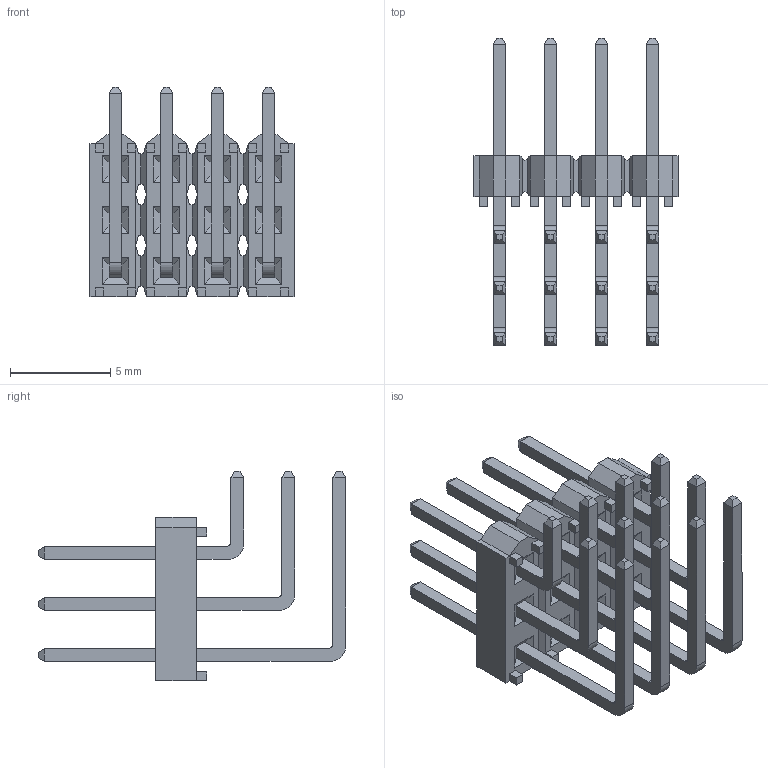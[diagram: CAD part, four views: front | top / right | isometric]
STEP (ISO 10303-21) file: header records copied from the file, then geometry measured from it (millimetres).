
FILE_DESCRIPTION (( 'STEP AP203' ), '1' );
FILE_NAME ('Samtec-TSW-104-08-F-T-RA.step', '2015-02-04T10:48:35', ( 'Windows User' ), ( '' ), 'SwSTEP 2.0', 'SolidWorks 2015', '' );
FILE_SCHEMA (( 'CONFIG_CONTROL_DESIGN' ));
Length unit declared in the file: inch
Products named in the file (1): Samtec-TSW-104-08-F-T-RA
Bounding box: 10.16 x 15.3 x 10.41 mm (x, y, z)
Volume: 231.7 mm3; surface area: 810.3 mm2
Topology: 1 solids, 1 shells, 550 faces, 1314 edges, 778 vertices
Faces by surface type: plane 526, cylinder 24
Entity records: 15337 total; most frequent: CARTESIAN_POINT 2643, ORIENTED_EDGE 2628, DIRECTION 2464, EDGE_CURVE 1314, VECTOR 1266, LINE 1266, VERTEX_POINT 778, AXIS2_PLACEMENT_3D 599
